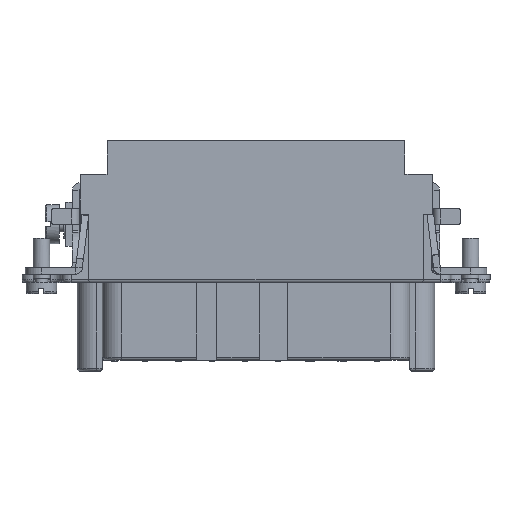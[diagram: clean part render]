
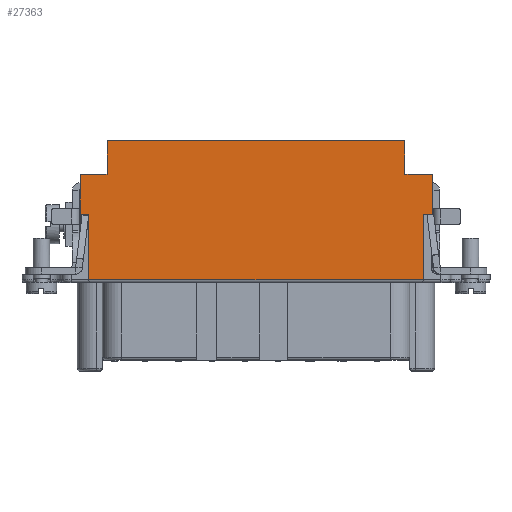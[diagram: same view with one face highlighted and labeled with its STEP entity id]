
A CAD part, top view. The second image highlights one B-rep face of the part: STEP entity #27363.
In plain terms, the highlighted planar face has unit normal (0, 0, 1).
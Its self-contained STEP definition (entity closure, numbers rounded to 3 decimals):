
#5=DIRECTION('',(0.,1.,0.));
#6=VECTOR('',#5,6.1);
#7=CARTESIAN_POINT('',(26.7,17.6,17.043));
#8=LINE('',#7,#6);
#9=DIRECTION('',(1.,0.,0.));
#10=VECTOR('',#9,4.8);
#11=CARTESIAN_POINT('',(-31.9,17.6,17.043));
#12=LINE('',#11,#10);
#93=DIRECTION('',(1.,0.,0.));
#94=VECTOR('',#93,4.9);
#95=CARTESIAN_POINT('',(26.7,17.6,17.043));
#96=LINE('',#95,#94);
#139=DIRECTION('',(1.,0.,0.));
#140=VECTOR('',#139,1.5);
#141=CARTESIAN_POINT('',(-31.9,10.4,17.043));
#142=LINE('',#141,#140);
#217=DIRECTION('',(1.,0.,0.));
#218=VECTOR('',#217,1.6);
#219=CARTESIAN_POINT('',(30.,10.4,17.043));
#220=LINE('',#219,#218);
#259=DIRECTION('',(0.,1.,0.));
#260=VECTOR('',#259,11.8);
#261=CARTESIAN_POINT('',(-30.4,-1.4,17.043));
#262=LINE('',#261,#260);
#285=DIRECTION('',(0.,1.,0.));
#286=VECTOR('',#285,7.2);
#287=CARTESIAN_POINT('',(-31.9,10.4,17.043));
#288=LINE('',#287,#286);
#289=DIRECTION('',(0.,1.,0.));
#290=VECTOR('',#289,6.1);
#291=CARTESIAN_POINT('',(-27.1,17.6,17.043));
#292=LINE('',#291,#290);
#297=DIRECTION('',(0.,1.,0.));
#298=VECTOR('',#297,7.2);
#299=CARTESIAN_POINT('',(31.6,10.4,17.043));
#300=LINE('',#299,#298);
#2121=DIRECTION('',(-1.,0.,0.));
#2122=VECTOR('',#2121,60.4);
#2123=CARTESIAN_POINT('',(30.,-1.4,17.043));
#2124=LINE('',#2123,#2122);
#2176=DIRECTION('',(0.,-1.,0.));
#2177=VECTOR('',#2176,11.8);
#2178=CARTESIAN_POINT('',(30.,10.4,17.043));
#2179=LINE('',#2178,#2177);
#8478=DIRECTION('',(1.,0.,0.));
#8479=VECTOR('',#8478,53.8);
#8480=CARTESIAN_POINT('',(-27.1,23.7,17.043));
#8481=LINE('',#8480,#8479);
#21170=CARTESIAN_POINT('',(30.,-1.4,
17.043));
#21171=CARTESIAN_POINT('',(-30.4,-1.4,
17.043));
#21172=VERTEX_POINT('',#21170);
#21173=VERTEX_POINT('',#21171);
#23055=CARTESIAN_POINT('',(26.7,23.7,17.043));
#23057=VERTEX_POINT('',#23055);
#23061=CARTESIAN_POINT('',(-27.1,23.7,
17.043));
#23062=VERTEX_POINT('',#23061);
#23137=CARTESIAN_POINT('',(-31.9,17.6,
17.043));
#23138=VERTEX_POINT('',#23137);
#23139=CARTESIAN_POINT('',(31.6,17.6,17.043));
#23141=VERTEX_POINT('',#23139);
#23159=CARTESIAN_POINT('',(31.6,10.4,17.043));
#23160=VERTEX_POINT('',#23159);
#23163=CARTESIAN_POINT('',(30.,10.4,17.043));
#23165=VERTEX_POINT('',#23163);
#23167=CARTESIAN_POINT('',(-30.4,10.4,
17.043));
#23169=VERTEX_POINT('',#23167);
#23179=CARTESIAN_POINT('',(-27.1,17.6,
17.043));
#23181=VERTEX_POINT('',#23179);
#23218=CARTESIAN_POINT('',(26.7,17.6,17.043));
#23220=VERTEX_POINT('',#23218);
#23225=CARTESIAN_POINT('',(-31.9,10.4,
17.043));
#23226=VERTEX_POINT('',#23225);
#27339=CARTESIAN_POINT('',(-39.15,-2.1,
17.043));
#27340=DIRECTION('',(0.,0.,1.));
#27341=DIRECTION('',(1.,0.,0.));
#27342=AXIS2_PLACEMENT_3D('',#27339,#27340,#27341);
#27343=PLANE('',#27342);
#27344=ORIENTED_EDGE('',*,*,#27073,.F.);
#27345=ORIENTED_EDGE('',*,*,#27140,.T.);
#27347=ORIENTED_EDGE('',*,*,#27346,.F.);
#27348=ORIENTED_EDGE('',*,*,#27305,.F.);
#27350=ORIENTED_EDGE('',*,*,#27349,.T.);
#27352=ORIENTED_EDGE('',*,*,#27351,.T.);
#27353=ORIENTED_EDGE('',*,*,#27320,.T.);
#27354=ORIENTED_EDGE('',*,*,#27224,.F.);
#27356=ORIENTED_EDGE('',*,*,#27355,.T.);
#27357=ORIENTED_EDGE('',*,*,#27089,.T.);
#27358=ORIENTED_EDGE('',*,*,#27155,.T.);
#27360=ORIENTED_EDGE('',*,*,#27359,.T.);
#27361=EDGE_LOOP('',(#27344,#27345,#27347,#27348,#27350,#27352,#27353,#27354,
#27356,#27357,#27358,#27360));
#27362=FACE_OUTER_BOUND('',#27361,.F.);
#27363=ADVANCED_FACE('',(#27362),#27343,.T.);
#27073=EDGE_CURVE('',#23220,#23057,#8,.T.);
#27089=EDGE_CURVE('',#23138,#23181,#12,.T.);
#27140=EDGE_CURVE('',#23220,#23141,#96,.T.);
#27155=EDGE_CURVE('',#23181,#23062,#292,.T.);
#27224=EDGE_CURVE('',#23226,#23169,#142,.T.);
#27305=EDGE_CURVE('',#23165,#23160,#220,.T.);
#27320=EDGE_CURVE('',#21173,#23169,#262,.T.);
#27346=EDGE_CURVE('',#23160,#23141,#300,.T.);
#27349=EDGE_CURVE('',#23165,#21172,#2179,.T.);
#27351=EDGE_CURVE('',#21172,#21173,#2124,.T.);
#27355=EDGE_CURVE('',#23226,#23138,#288,.T.);
#27359=EDGE_CURVE('',#23062,#23057,#8481,.T.);
